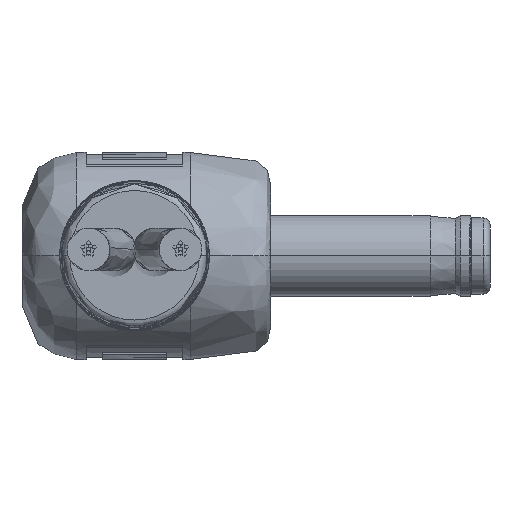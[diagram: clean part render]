
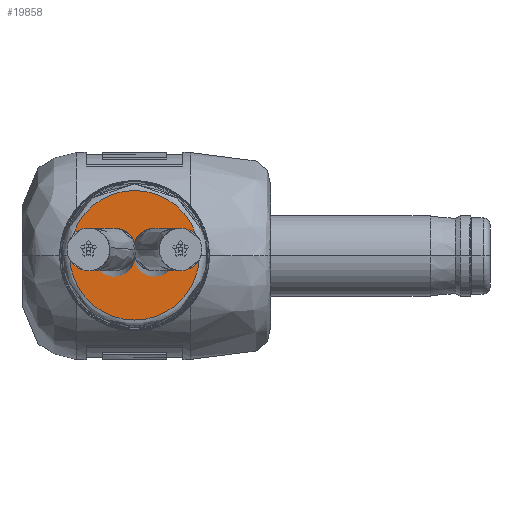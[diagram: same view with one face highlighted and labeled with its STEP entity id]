
A CAD part, top view. The second image highlights one B-rep face of the part: STEP entity #19858.
In plain terms, the highlighted face is planar.
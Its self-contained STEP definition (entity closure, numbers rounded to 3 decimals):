
#1094 = VERTEX_POINT ( 'NONE', #10436 ) ;
#2654 = VERTEX_POINT ( 'NONE', #15154 ) ;
#3435 = EDGE_CURVE ( 'NONE', #1094, #2654, #12073, .T. ) ;
#4787 = ORIENTED_EDGE ( 'NONE', *, *, #21518, .F. ) ;
#7093 = CARTESIAN_POINT ( 'NONE',  ( 18.3, 0., 0. ) ) ;
#7310 = DIRECTION ( 'NONE',  ( -1., 0., 0. ) ) ;
#7676 = AXIS2_PLACEMENT_3D ( 'NONE', #12815, #7310, #23367 ) ;
#7752 = CARTESIAN_POINT ( 'NONE',  ( 18.3, 0., 0. ) ) ;
#10436 = CARTESIAN_POINT ( 'NONE',  ( 18.3, 0., 2.81 ) ) ;
#10534 = DIRECTION ( 'NONE',  ( -1., 0., 0. ) ) ;
#10804 = PLANE ( 'NONE',  #11633 ) ;
#10976 = ORIENTED_EDGE ( 'NONE', *, *, #3435, .F. ) ;
#11342 = DIRECTION ( 'NONE',  ( 0., 0., 1. ) ) ;
#11633 = AXIS2_PLACEMENT_3D ( 'NONE', #7752, #22150, #11342 ) ;
#12073 = CIRCLE ( 'NONE', #19024, 2.81 ) ;
#12815 = CARTESIAN_POINT ( 'NONE',  ( 18.3, 0., 0. ) ) ;
#13478 = CIRCLE ( 'NONE', #7676, 2.81 ) ;
#14374 = EDGE_LOOP ( 'NONE', ( #4787, #10976 ) ) ;
#14651 = FACE_OUTER_BOUND ( 'NONE', #14374, .T. ) ;
#15154 = CARTESIAN_POINT ( 'NONE',  ( 18.3, 0., -2.81 ) ) ;
#19024 = AXIS2_PLACEMENT_3D ( 'NONE', #7093, #10534, #19619 ) ;
#19619 = DIRECTION ( 'NONE',  ( 0., 0., 1. ) ) ;
#19858 = ADVANCED_FACE ( 'NONE', ( #14651 ), #10804, .F. ) ;
#21518 = EDGE_CURVE ( 'NONE', #2654, #1094, #13478, .T. ) ;
#22150 = DIRECTION ( 'NONE',  ( -1., 0., 0. ) ) ;
#23367 = DIRECTION ( 'NONE',  ( 0., 0., 1. ) ) ;
